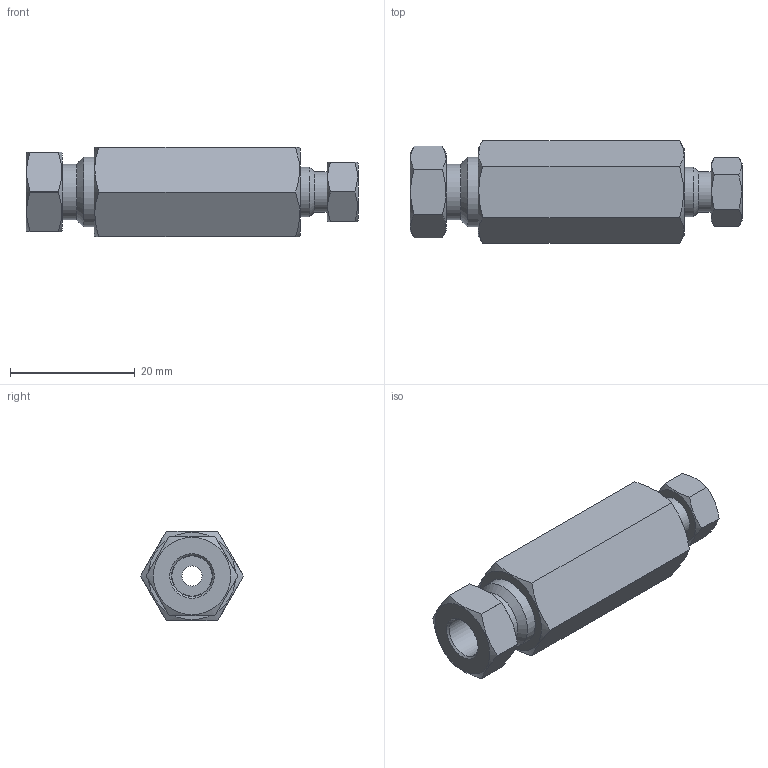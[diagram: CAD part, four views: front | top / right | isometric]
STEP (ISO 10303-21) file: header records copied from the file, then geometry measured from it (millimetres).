
FILE_DESCRIPTION((''),'2;1');
FILE_NAME('305119-ZRU42T Internal reducing union.stp','2013-08-23T12:16:01',('Franzp'),(''),'Autodesk Inventor 2013','Autodesk Inventor 2013','');
FILE_SCHEMA(('AUTOMOTIVE_DESIGN { 1 0 10303 214 1 1 1 1 }'));
Length unit declared in the file: millimetre
Products named in the file (1): 305119_Shrinkwrap_1
Bounding box: 53.23 x 16.5 x 14.29 mm (x, y, z)
Surface area: 3607 mm2 (no closed solid volume)
Topology: 0 solids, 6 shells, 42 faces, 120 edges, 79 vertices
Faces by surface type: plane 25, cone 11, cylinder 6
Full cylindrical faces by diameter (mm): 3.3 x1, 6.477 x1, 6.55 x1, 7.938 x1, 8.89 x1, 11.113 x1
Entity records: 1299 total; most frequent: CARTESIAN_POINT 289, DIRECTION 188, ORIENTED_EDGE 162, EDGE_CURVE 99, AXIS2_PLACEMENT_3D 82, VERTEX_POINT 75, EDGE_LOOP 66, FACE_OUTER_BOUND 42
